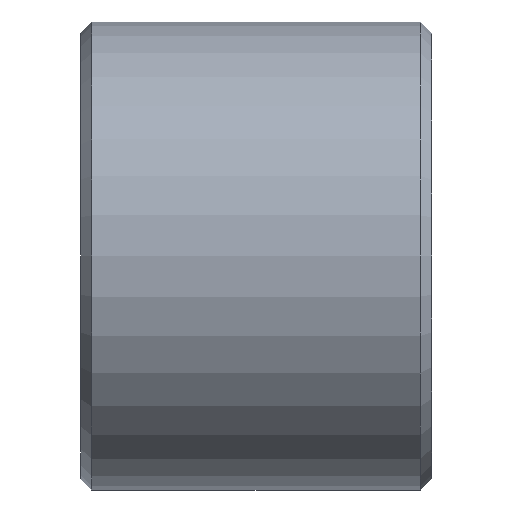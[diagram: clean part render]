
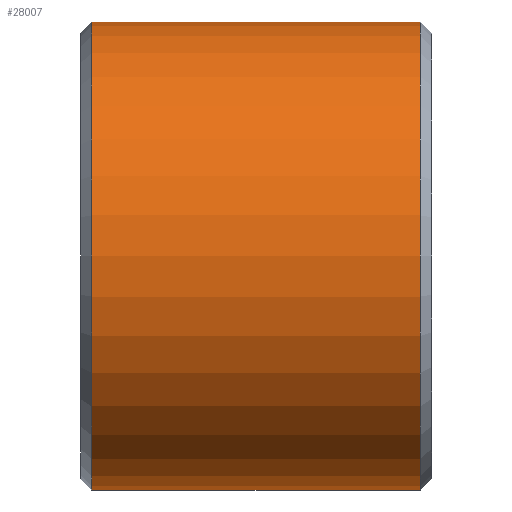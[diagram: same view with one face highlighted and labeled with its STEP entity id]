
A CAD part, front view. The second image highlights one B-rep face of the part: STEP entity #28007.
In plain terms, the highlighted cylindrical face has radius 6.25 mm (diameter 12.5 mm), a full revolution.
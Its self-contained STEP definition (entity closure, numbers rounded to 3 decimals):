
#43 = CONICAL_SURFACE('',#44,6.25,0.785);
#44 = AXIS2_PLACEMENT_3D('',#45,#46,#47);
#45 = CARTESIAN_POINT('',(0.3,0.,0.));
#46 = DIRECTION('',(1.,0.,0.));
#47 = DIRECTION('',(0.,0.,1.));
#10338 = VERTEX_POINT('',#10339);
#10339 = CARTESIAN_POINT('',(0.3,0.,6.25));
#10362 = EDGE_CURVE('',#10338,#10338,#10363,.T.);
#10363 = SURFACE_CURVE('',#10364,(#10369,#10376),.PCURVE_S1.);
#10364 = CIRCLE('',#10365,6.25);
#10365 = AXIS2_PLACEMENT_3D('',#10366,#10367,#10368);
#10366 = CARTESIAN_POINT('',(0.3,0.,0.));
#10367 = DIRECTION('',(1.,0.,0.));
#10368 = DIRECTION('',(0.,0.,1.));
#10369 = PCURVE('',#43,#10370);
#10370 = DEFINITIONAL_REPRESENTATION('',(#10371),#10375);
#10371 = LINE('',#10372,#10373);
#10372 = CARTESIAN_POINT('',(0.,0.));
#10373 = VECTOR('',#10374,1.);
#10374 = DIRECTION('',(1.,0.));
#10375 = ( GEOMETRIC_REPRESENTATION_CONTEXT(2) 
PARAMETRIC_REPRESENTATION_CONTEXT() REPRESENTATION_CONTEXT('2D SPACE',''
  ) );
#10376 = PCURVE('',#10377,#10382);
#10377 = CYLINDRICAL_SURFACE('',#10378,6.25);
#10378 = AXIS2_PLACEMENT_3D('',#10379,#10380,#10381);
#10379 = CARTESIAN_POINT('',(0.,0.,0.));
#10380 = DIRECTION('',(1.,0.,0.));
#10381 = DIRECTION('',(0.,0.,1.));
#10382 = DEFINITIONAL_REPRESENTATION('',(#10383),#10387);
#10383 = LINE('',#10384,#10385);
#10384 = CARTESIAN_POINT('',(0.,0.3));
#10385 = VECTOR('',#10386,1.);
#10386 = DIRECTION('',(1.,0.));
#10387 = ( GEOMETRIC_REPRESENTATION_CONTEXT(2) 
PARAMETRIC_REPRESENTATION_CONTEXT() REPRESENTATION_CONTEXT('2D SPACE',''
  ) );
#28007 = ADVANCED_FACE('',(#28008),#10377,.T.);
#28008 = FACE_BOUND('',#28009,.T.);
#28009 = EDGE_LOOP('',(#28010,#28033,#28034,#28035));
#28010 = ORIENTED_EDGE('',*,*,#28011,.F.);
#28011 = EDGE_CURVE('',#10338,#28012,#28014,.T.);
#28012 = VERTEX_POINT('',#28013);
#28013 = CARTESIAN_POINT('',(9.075,0.,6.25));
#28014 = SEAM_CURVE('',#28015,(#28019,#28026),.PCURVE_S1.);
#28015 = LINE('',#28016,#28017);
#28016 = CARTESIAN_POINT('',(0.,0.,6.25));
#28017 = VECTOR('',#28018,1.);
#28018 = DIRECTION('',(1.,0.,0.));
#28019 = PCURVE('',#10377,#28020);
#28020 = DEFINITIONAL_REPRESENTATION('',(#28021),#28025);
#28021 = LINE('',#28022,#28023);
#28022 = CARTESIAN_POINT('',(0.,0.));
#28023 = VECTOR('',#28024,1.);
#28024 = DIRECTION('',(0.,1.));
#28025 = ( GEOMETRIC_REPRESENTATION_CONTEXT(2) 
PARAMETRIC_REPRESENTATION_CONTEXT() REPRESENTATION_CONTEXT('2D SPACE',''
  ) );
#28026 = PCURVE('',#10377,#28027);
#28027 = DEFINITIONAL_REPRESENTATION('',(#28028),#28032);
#28028 = LINE('',#28029,#28030);
#28029 = CARTESIAN_POINT('',(6.283,0.));
#28030 = VECTOR('',#28031,1.);
#28031 = DIRECTION('',(0.,1.));
#28032 = ( GEOMETRIC_REPRESENTATION_CONTEXT(2) 
PARAMETRIC_REPRESENTATION_CONTEXT() REPRESENTATION_CONTEXT('2D SPACE',''
  ) );
#28033 = ORIENTED_EDGE('',*,*,#10362,.T.);
#28034 = ORIENTED_EDGE('',*,*,#28011,.T.);
#28035 = ORIENTED_EDGE('',*,*,#28036,.F.);
#28036 = EDGE_CURVE('',#28012,#28012,#28037,.T.);
#28037 = SURFACE_CURVE('',#28038,(#28043,#28050),.PCURVE_S1.);
#28038 = CIRCLE('',#28039,6.25);
#28039 = AXIS2_PLACEMENT_3D('',#28040,#28041,#28042);
#28040 = CARTESIAN_POINT('',(9.075,0.,0.));
#28041 = DIRECTION('',(1.,0.,0.));
#28042 = DIRECTION('',(0.,0.,1.));
#28043 = PCURVE('',#10377,#28044);
#28044 = DEFINITIONAL_REPRESENTATION('',(#28045),#28049);
#28045 = LINE('',#28046,#28047);
#28046 = CARTESIAN_POINT('',(0.,9.075));
#28047 = VECTOR('',#28048,1.);
#28048 = DIRECTION('',(1.,0.));
#28049 = ( GEOMETRIC_REPRESENTATION_CONTEXT(2) 
PARAMETRIC_REPRESENTATION_CONTEXT() REPRESENTATION_CONTEXT('2D SPACE',''
  ) );
#28050 = PCURVE('',#28051,#28056);
#28051 = CONICAL_SURFACE('',#28052,6.25,0.785);
#28052 = AXIS2_PLACEMENT_3D('',#28053,#28054,#28055);
#28053 = CARTESIAN_POINT('',(9.075,0.,0.));
#28054 = DIRECTION('',(-1.,-0.,-0.));
#28055 = DIRECTION('',(0.,0.,1.));
#28056 = DEFINITIONAL_REPRESENTATION('',(#28057),#28061);
#28057 = LINE('',#28058,#28059);
#28058 = CARTESIAN_POINT('',(-0.,-0.));
#28059 = VECTOR('',#28060,1.);
#28060 = DIRECTION('',(-1.,-0.));
#28061 = ( GEOMETRIC_REPRESENTATION_CONTEXT(2) 
PARAMETRIC_REPRESENTATION_CONTEXT() REPRESENTATION_CONTEXT('2D SPACE',''
  ) );
